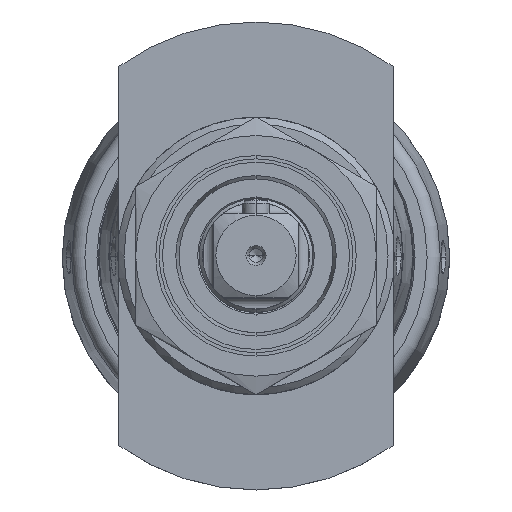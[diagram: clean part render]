
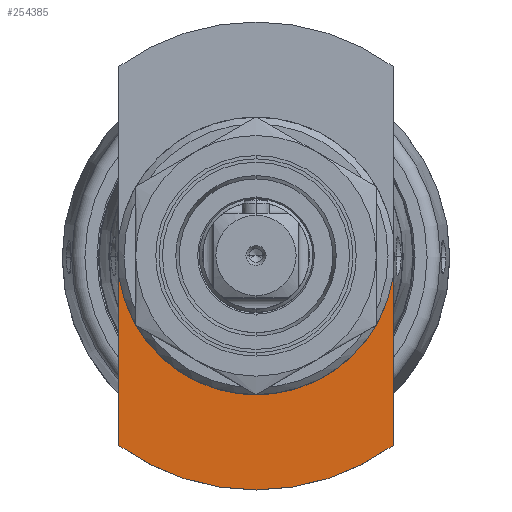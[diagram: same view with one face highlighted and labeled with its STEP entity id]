
A CAD part, top view. The second image highlights one B-rep face of the part: STEP entity #254385.
In plain terms, the highlighted planar face has unit normal (0, 0, 1).
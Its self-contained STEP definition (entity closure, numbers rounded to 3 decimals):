
#253869=CARTESIAN_POINT('',(0.,0.,8.));
#253870=DIRECTION('',(0.,0.,1.));
#253871=DIRECTION('',(-0.586,-0.811,0.));
#253872=AXIS2_PLACEMENT_3D('',#253869,#253870,#253871);
#253891=DIRECTION('',(0.,-1.,0.));
#253892=VECTOR('',#253891,25.157);
#253893=CARTESIAN_POINT('',(20.5,-3.211,8.));
#253894=LINE('',#253893,#253892);
#253898=DIRECTION('',(0.,1.,0.));
#253899=VECTOR('',#253898,25.157);
#253900=CARTESIAN_POINT('',(-20.5,-28.368,8.));
#253901=LINE('',#253900,#253899);
#254207=CARTESIAN_POINT('',(0.,0.,8.));
#254208=DIRECTION('',(0.,0.,-1.));
#254209=DIRECTION('',(0.988,-0.155,0.));
#254210=AXIS2_PLACEMENT_3D('',#254207,#254208,#254209);
#254267=CARTESIAN_POINT('',(20.5,-28.368,8.));
#254269=VERTEX_POINT('',#254267);
#254273=CARTESIAN_POINT('',(20.5,-3.211,8.));
#254274=VERTEX_POINT('',#254273);
#254275=CARTESIAN_POINT('',(-20.5,-28.368,8.));
#254276=CARTESIAN_POINT('',(-20.5,-3.211,8.));
#254277=VERTEX_POINT('',#254275);
#254278=VERTEX_POINT('',#254276);
#254371=CARTESIAN_POINT('',(0.,0.,8.));
#254372=DIRECTION('',(0.,0.,-1.));
#254373=DIRECTION('',(0.,-1.,0.));
#254374=AXIS2_PLACEMENT_3D('',#254371,#254372,#254373);
#254375=PLANE('',#254374);
#254377=ORIENTED_EDGE('',*,*,#254376,.T.);
#254378=ORIENTED_EDGE('',*,*,#254335,.F.);
#254380=ORIENTED_EDGE('',*,*,#254379,.T.);
#254382=ORIENTED_EDGE('',*,*,#254381,.F.);
#254383=EDGE_LOOP('',(#254377,#254378,#254380,#254382));
#254384=FACE_OUTER_BOUND('',#254383,.F.);
#254385=ADVANCED_FACE('',(#254384),#254375,.F.);
#253873=CIRCLE('',#253872,35.);
#254211=CIRCLE('',#254210,20.75);
#254335=EDGE_CURVE('',#254277,#254269,#253873,.T.);
#254376=EDGE_CURVE('',#254274,#254269,#253894,.T.);
#254379=EDGE_CURVE('',#254277,#254278,#253901,.T.);
#254381=EDGE_CURVE('',#254274,#254278,#254211,.T.);
